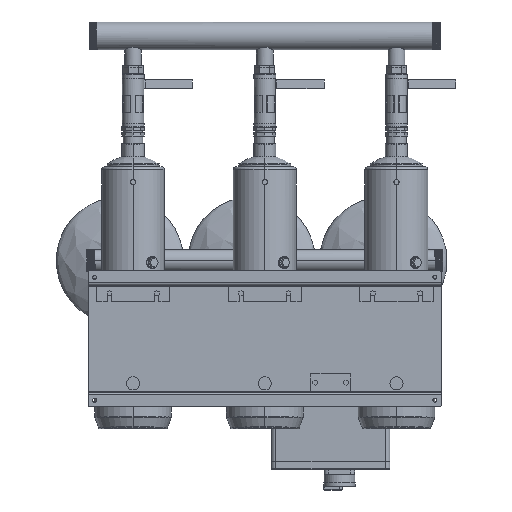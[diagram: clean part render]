
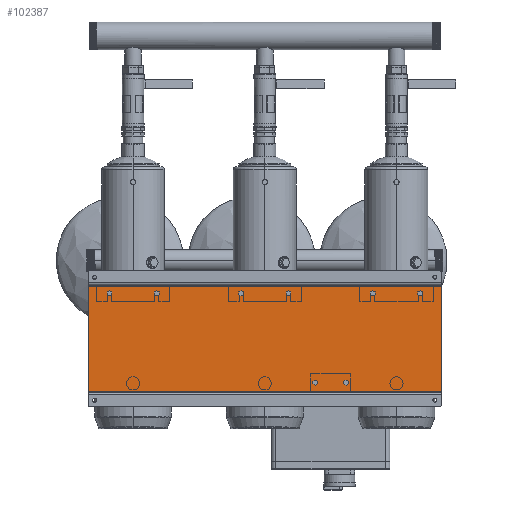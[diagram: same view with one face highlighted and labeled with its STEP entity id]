
A CAD part, front view. The second image highlights one B-rep face of the part: STEP entity #102387.
In plain terms, the highlighted planar face has unit normal (0, -1, 0).
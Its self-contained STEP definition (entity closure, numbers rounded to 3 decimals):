
#935 = EDGE_LOOP ( 'NONE', ( #107476, #51727, #23802, #98924 ) ) ;
#4582 = EDGE_CURVE ( 'NONE', #42899, #55145, #115727, .T. ) ;
#6362 = VECTOR ( 'NONE', #40319, 1000. ) ;
#10548 = EDGE_CURVE ( 'NONE', #55145, #57958, #75154, .T. ) ;
#20703 = DIRECTION ( 'NONE',  ( 0., 1., 0. ) ) ;
#20838 = CARTESIAN_POINT ( 'NONE',  ( 402.5, 52., -120. ) ) ;
#23207 = EDGE_CURVE ( 'NONE', #42899, #127056, #41023, .T. ) ;
#23802 = ORIENTED_EDGE ( 'NONE', *, *, #23207, .F. ) ;
#26296 = DIRECTION ( 'NONE',  ( -1., 0., 0. ) ) ;
#31452 = VECTOR ( 'NONE', #60407, 1000. ) ;
#36359 = VECTOR ( 'NONE', #26296, 1000. ) ;
#38316 = AXIS2_PLACEMENT_3D ( 'NONE', #49870, #20703, #79560 ) ;
#40319 = DIRECTION ( 'NONE',  ( -1., 0., 0. ) ) ;
#41023 = LINE ( 'NONE', #50688, #31452 ) ;
#42899 = VERTEX_POINT ( 'NONE', #121296 ) ;
#42968 = VECTOR ( 'NONE', #113526, 1000. ) ;
#49870 = CARTESIAN_POINT ( 'NONE',  ( 402.5, 52., -120. ) ) ;
#50688 = CARTESIAN_POINT ( 'NONE',  ( 402.5, 52., 120. ) ) ;
#51727 = ORIENTED_EDGE ( 'NONE', *, *, #111166, .F. ) ;
#55145 = VERTEX_POINT ( 'NONE', #62039 ) ;
#57958 = VERTEX_POINT ( 'NONE', #104673 ) ;
#60407 = DIRECTION ( 'NONE',  ( 0., 0., -1. ) ) ;
#62039 = CARTESIAN_POINT ( 'NONE',  ( -402.5, 52., 120. ) ) ;
#75154 = LINE ( 'NONE', #104438, #42968 ) ;
#79560 = DIRECTION ( 'NONE',  ( 0., 0., 1. ) ) ;
#85248 = CARTESIAN_POINT ( 'NONE',  ( 402.5, 52., 120. ) ) ;
#98924 = ORIENTED_EDGE ( 'NONE', *, *, #4582, .T. ) ;
#100509 = LINE ( 'NONE', #20838, #6362 ) ;
#102387 = ADVANCED_FACE ( 'NONE', ( #107576 ), #117236, .F. ) ;
#104438 = CARTESIAN_POINT ( 'NONE',  ( -402.5, 52., -120. ) ) ;
#104673 = CARTESIAN_POINT ( 'NONE',  ( -402.5, 52., -120. ) ) ;
#107476 = ORIENTED_EDGE ( 'NONE', *, *, #10548, .T. ) ;
#107576 = FACE_OUTER_BOUND ( 'NONE', #935, .T. ) ;
#111166 = EDGE_CURVE ( 'NONE', #127056, #57958, #100509, .T. ) ;
#111438 = CARTESIAN_POINT ( 'NONE',  ( 402.5, 52., -120. ) ) ;
#113526 = DIRECTION ( 'NONE',  ( 0., 0., -1. ) ) ;
#115727 = LINE ( 'NONE', #85248, #36359 ) ;
#117236 = PLANE ( 'NONE',  #38316 ) ;
#121296 = CARTESIAN_POINT ( 'NONE',  ( 402.5, 52., 120. ) ) ;
#127056 = VERTEX_POINT ( 'NONE', #111438 ) ;
